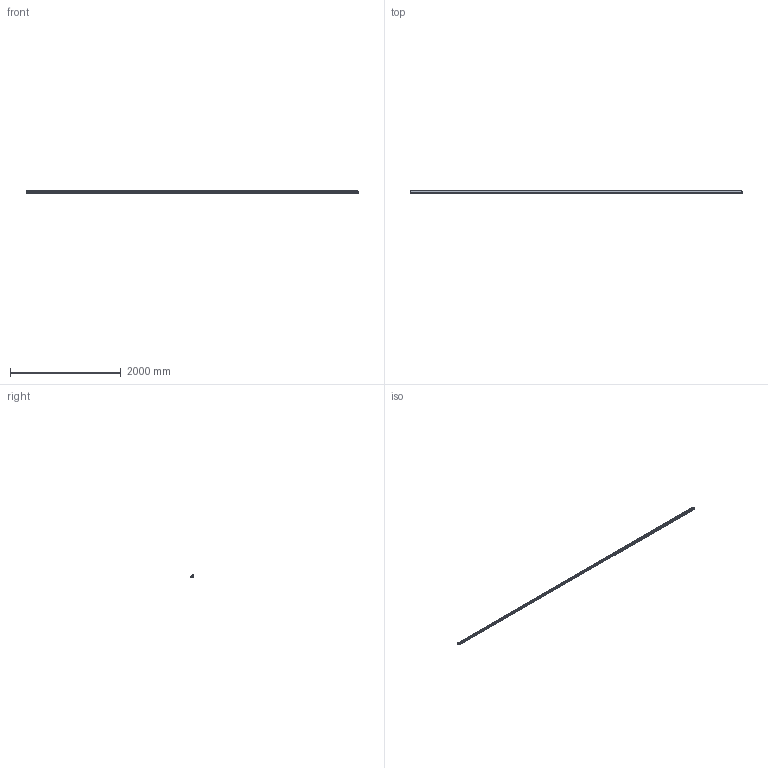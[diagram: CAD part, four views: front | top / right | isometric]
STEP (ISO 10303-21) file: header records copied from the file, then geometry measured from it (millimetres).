
FILE_DESCRIPTION (( 'STEP AP214' ), '1' );
FILE_NAME ('201025_Profil 45x45L R Nut 10.STEP', '2019-01-29T07:16:09', ( '' ), ( '' ), 'SwSTEP 2.0', 'SolidWorks 2017', '' );
FILE_SCHEMA (( 'AUTOMOTIVE_DESIGN' ));
Length unit declared in the file: millimetre
Products named in the file (1): 201025_Profil 45x45L R Nut 10
Bounding box: 6000 x 45 x 45 mm (x, y, z)
Volume: 2953968.2 mm3; surface area: 3150809.8 mm2
Topology: 1 solids, 1 shells, 181 faces, 537 edges, 358 vertices
Faces by surface type: cylinder 103, plane 78
Entity records: 6187 total; most frequent: DIRECTION 1107, CARTESIAN_POINT 1077, ORIENTED_EDGE 1074, EDGE_CURVE 537, AXIS2_PLACEMENT_3D 388, VERTEX_POINT 358, VECTOR 331, LINE 331
